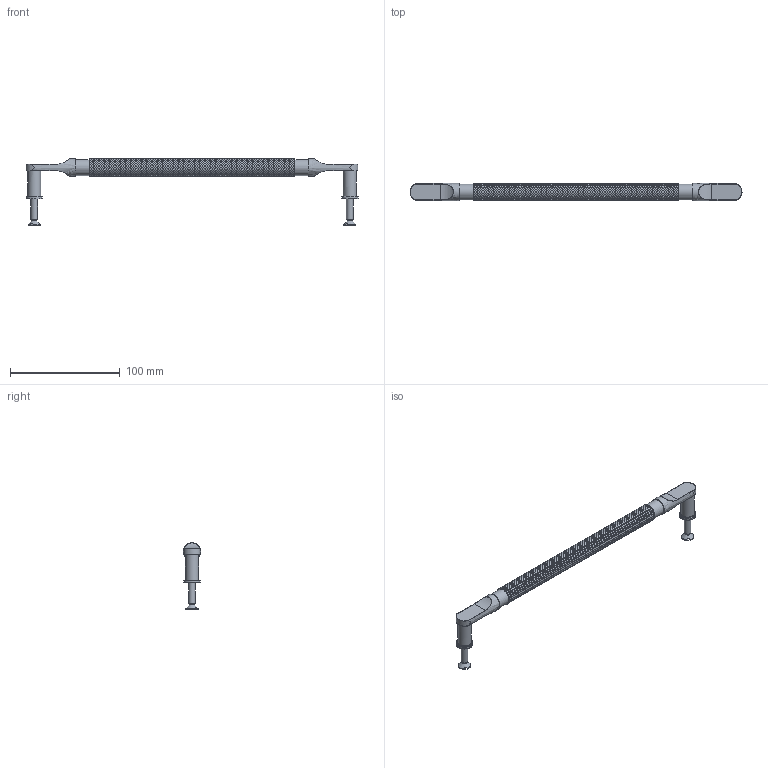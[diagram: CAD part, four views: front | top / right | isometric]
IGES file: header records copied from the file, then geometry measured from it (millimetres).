
Global section: file name: P8256K-D; native system: Autodesk Inventor 2024; preprocessor: unknown; author: adaniels; date: 20250716.073224; units: millimetre
Bounding box: 303 x 15.8 x 60.5 mm (x, y, z)
Volume: 58236.5 mm3; surface area: 22121.4 mm2
Topology: 5 solids, 5 shells, 16930 faces, 34041 edges, 17129 vertices
Faces by surface type: bspline 16930
